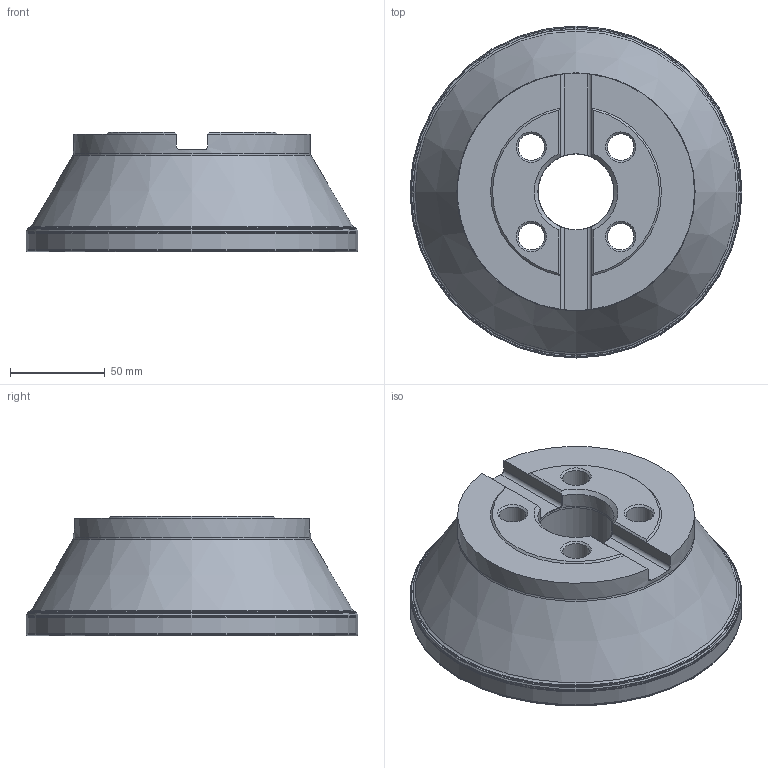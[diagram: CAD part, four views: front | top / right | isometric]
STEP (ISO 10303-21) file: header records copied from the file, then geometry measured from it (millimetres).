
FILE_DESCRIPTION(/* description */ (''),/* implementation_level */ '2;1');
FILE_NAME(/* name */ '175C10R_S90TN16_C_203014146ndi000_00_SIM.stp',/* time_stamp */ '2021-03-24T12:08:02+01:00',/* author */ (''),/* organization */ (''),/* preprocessor_version */ 'ST-DEVELOPER v16.7',/* originating_system */ 'SIEMENS PLM Software NX 12.0',/* authorisation */ '');
FILE_SCHEMA (('AUTOMOTIVE_DESIGN { 1 0 10303 214 3 1 1 1 }'));
Length unit declared in the file: millimetre
Products named in the file (1): lf192108540Cgwmy
Bounding box: 175 x 175 x 62.99 mm (x, y, z)
Volume: 853901.1 mm3; surface area: 101697 mm2
Topology: 2 solids, 2 shells, 134 faces, 327 edges, 195 vertices
Faces by surface type: revolution 36, cone 33, cylinder 30, plane 20, torus 15
Full cylindrical faces by diameter (mm): 6.4 x4, 14 x4, 20 x4, 40.008 x1, 40.2 x1, 90 x1, 96.928 x1, 125 x1, 173.2 x1
Entity records: 3842 total; most frequent: CARTESIAN_POINT 1140, DIRECTION 544, ORIENTED_EDGE 424, EDGE_LOOP 234, AXIS2_PLACEMENT_3D 234, EDGE_CURVE 212, FACE_BOUND 202, VERTEX_POINT 174
